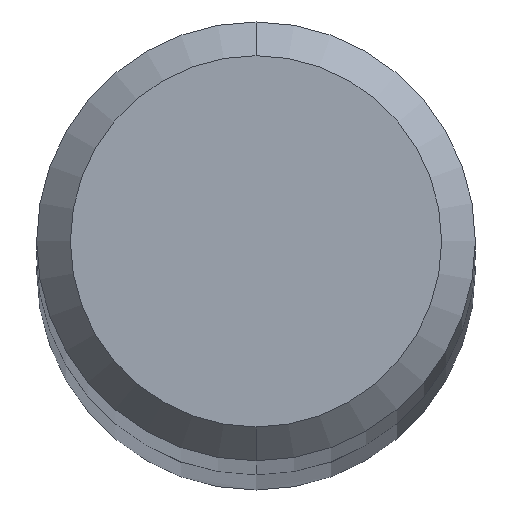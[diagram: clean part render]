
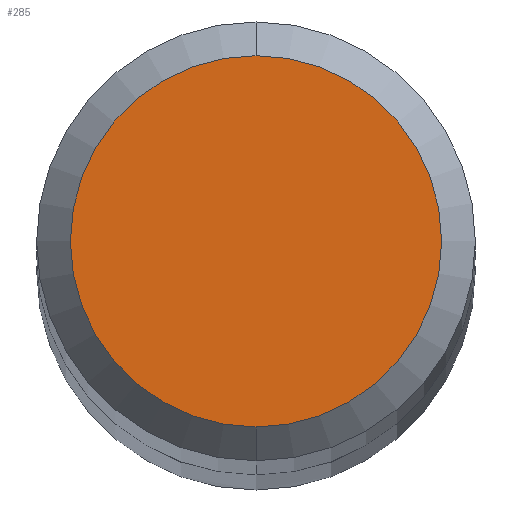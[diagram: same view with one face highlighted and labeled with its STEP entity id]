
A CAD part, top view. The second image highlights one B-rep face of the part: STEP entity #285.
In plain terms, the highlighted planar face has unit normal (0, 0, 1).
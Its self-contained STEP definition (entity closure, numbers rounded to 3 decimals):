
#205=VERTEX_POINT('',#470);
#247=EDGE_CURVE('',#205,#293,#517,.T.);
#285=ADVANCED_FACE('',(#557),#558,.T.);
#293=VERTEX_POINT('',#567);
#335=EDGE_CURVE('',#293,#205,#612,.T.);
#470=CARTESIAN_POINT('',(0.0,2.2,93.0));
#517=CIRCLE('',#895,2.2);
#557=FACE_OUTER_BOUND('',#1027,.T.);
#558=PLANE('',#1028);
#567=CARTESIAN_POINT('',(0.,-2.2,93.0));
#612=CIRCLE('',#1153,2.2);
#895=AXIS2_PLACEMENT_3D('',#1394,#1395,#1396);
#1027=EDGE_LOOP('',(#1424,#1425));
#1028=AXIS2_PLACEMENT_3D('',#1426,#1427,#1428);
#1153=AXIS2_PLACEMENT_3D('',#1488,#1489,#1490);
#1394=CARTESIAN_POINT('',(0.0,0.0,93.0));
#1395=DIRECTION('',(0.0,0.0,-1.0));
#1396=DIRECTION('',(0.0,1.0,0.0));
#1424=ORIENTED_EDGE('',*,*,#247,.F.);
#1425=ORIENTED_EDGE('',*,*,#335,.F.);
#1426=CARTESIAN_POINT('',(0.0,1.1,93.0));
#1427=DIRECTION('',(-0.0,0.0,1.0));
#1428=DIRECTION('',(0.0,-1.0,0.0));
#1488=CARTESIAN_POINT('',(0.0,0.0,93.0));
#1489=DIRECTION('',(0.0,0.0,-1.0));
#1490=DIRECTION('',(0.0,1.0,0.0));
